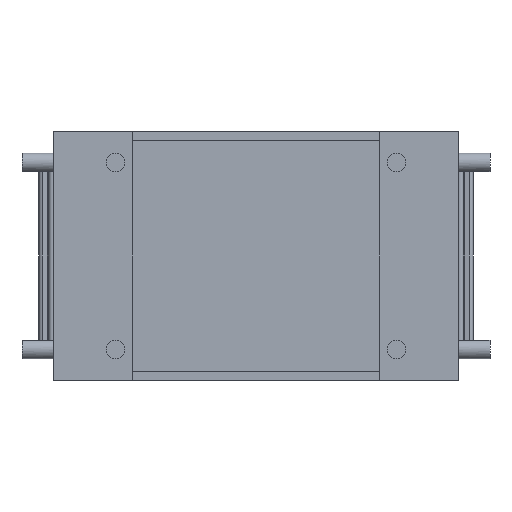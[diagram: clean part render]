
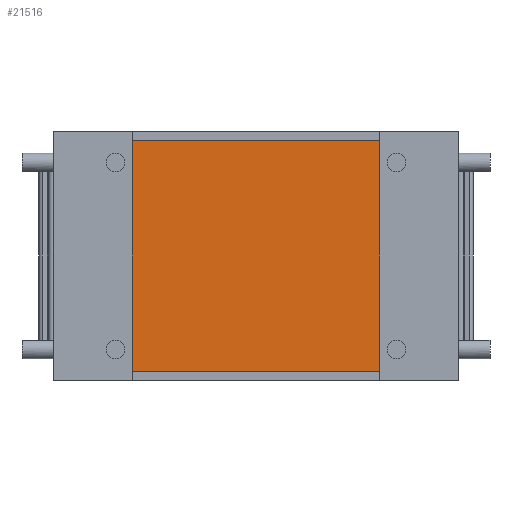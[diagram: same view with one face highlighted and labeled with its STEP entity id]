
A CAD part, front view. The second image highlights one B-rep face of the part: STEP entity #21516.
In plain terms, the highlighted planar face has unit normal (0, -1, 0).
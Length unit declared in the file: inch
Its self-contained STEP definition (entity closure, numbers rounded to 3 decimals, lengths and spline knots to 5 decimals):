
#7473=DIRECTION('',(0.,0.,1.));
#7474=VECTOR('',#7473,0.74);
#7475=CARTESIAN_POINT('',(0.396,-0.81,-0.37));
#7476=LINE('',#7475,#7474);
#7537=DIRECTION('',(0.,0.,1.));
#7538=VECTOR('',#7537,0.74);
#7539=CARTESIAN_POINT('',(-0.396,-0.81,-0.37));
#7540=LINE('',#7539,#7538);
#7541=DIRECTION('',(1.,0.,0.));
#7542=VECTOR('',#7541,0.792);
#7543=CARTESIAN_POINT('',(-0.396,-0.81,0.37));
#7544=LINE('',#7543,#7542);
#7545=DIRECTION('',(1.,0.,0.));
#7546=VECTOR('',#7545,0.792);
#7547=CARTESIAN_POINT('',(-0.396,-0.81,-0.37));
#7548=LINE('',#7547,#7546);
#9625=CARTESIAN_POINT('',(-0.396,-0.81,-0.37));
#9626=CARTESIAN_POINT('',(-0.396,-0.81,0.37));
#9627=VERTEX_POINT('',#9625);
#9628=VERTEX_POINT('',#9626);
#9629=CARTESIAN_POINT('',(0.396,-0.81,-0.37));
#9630=CARTESIAN_POINT('',(0.396,-0.81,0.37));
#9631=VERTEX_POINT('',#9629);
#9632=VERTEX_POINT('',#9630);
#21503=CARTESIAN_POINT('',(-0.396,-0.81,-0.4));
#21504=DIRECTION('',(0.,-1.,0.));
#21505=DIRECTION('',(1.,0.,0.));
#21506=AXIS2_PLACEMENT_3D('',#21503,#21504,#21505);
#21507=PLANE('',#21506);
#21508=ORIENTED_EDGE('',*,*,#21486,.T.);
#21510=ORIENTED_EDGE('',*,*,#21509,.T.);
#21511=ORIENTED_EDGE('',*,*,#21441,.F.);
#21513=ORIENTED_EDGE('',*,*,#21512,.F.);
#21514=EDGE_LOOP('',(#21508,#21510,#21511,#21513));
#21515=FACE_OUTER_BOUND('',#21514,.F.);
#21441=EDGE_CURVE('',#9631,#9632,#7476,.T.);
#21486=EDGE_CURVE('',#9627,#9628,#7540,.T.);
#21509=EDGE_CURVE('',#9628,#9632,#7544,.T.);
#21512=EDGE_CURVE('',#9627,#9631,#7548,.T.);
#21516=ADVANCED_FACE('',(#21515),#21507,.T.);
